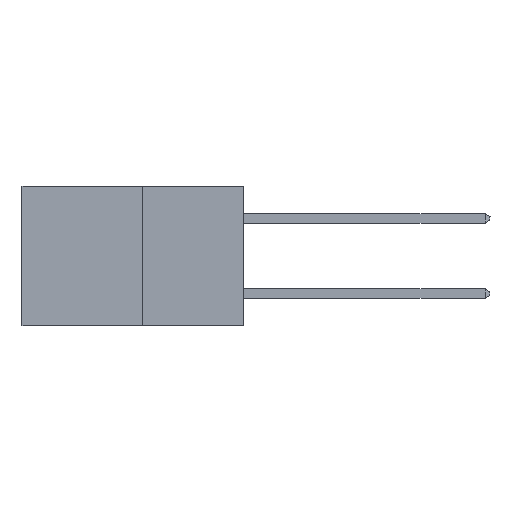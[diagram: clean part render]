
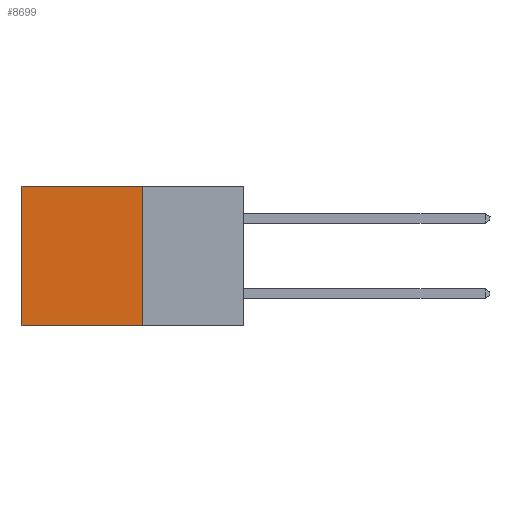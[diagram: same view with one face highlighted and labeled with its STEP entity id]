
A CAD part, left-side view. The second image highlights one B-rep face of the part: STEP entity #8699.
In plain terms, the highlighted planar face has unit normal (-1, 0, 0).
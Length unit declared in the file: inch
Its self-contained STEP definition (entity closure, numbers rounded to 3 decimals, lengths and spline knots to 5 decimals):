
#44 = FACE_OUTER_BOUND ( 'NONE', #6020, .T. ) ;
#221 = EDGE_CURVE ( 'NONE', #7182, #7110, #3516, .T. ) ;
#1332 = EDGE_CURVE ( 'NONE', #7110, #5928, #7333, .T. ) ;
#1694 = VECTOR ( 'NONE', #4003, 39.37008 ) ;
#2218 = LINE ( 'NONE', #6924, #3818 ) ;
#2381 = VERTEX_POINT ( 'NONE', #8351 ) ;
#2426 = VECTOR ( 'NONE', #7493, 39.37008 ) ;
#2544 = AXIS2_PLACEMENT_3D ( 'NONE', #7864, #5055, #6155 ) ;
#3021 = ORIENTED_EDGE ( 'NONE', *, *, #5307, .F. ) ;
#3312 = EDGE_CURVE ( 'NONE', #2381, #5928, #2218, .T. ) ;
#3360 = ORIENTED_EDGE ( 'NONE', *, *, #1332, .T. ) ;
#3422 = ORIENTED_EDGE ( 'NONE', *, *, #3312, .F. ) ;
#3516 = LINE ( 'NONE', #5561, #1694 ) ;
#3597 = VECTOR ( 'NONE', #7802, 39.37008 ) ;
#3818 = VECTOR ( 'NONE', #4715, 39.37008 ) ;
#4003 = DIRECTION ( 'NONE',  ( 0., 1., 0. ) ) ;
#4269 = ORIENTED_EDGE ( 'NONE', *, *, #221, .T. ) ;
#4715 = DIRECTION ( 'NONE',  ( 0., 1., 0. ) ) ;
#5055 = DIRECTION ( 'NONE',  ( 1., 0., 0. ) ) ;
#5147 = CARTESIAN_POINT ( 'NONE',  ( 0.277, 0.59, -0.37 ) ) ;
#5307 = EDGE_CURVE ( 'NONE', #7182, #2381, #7907, .T. ) ;
#5561 = CARTESIAN_POINT ( 'NONE',  ( 0.277, 0.27, 0. ) ) ;
#5795 = CARTESIAN_POINT ( 'NONE',  ( 0.277, 0.27, 0. ) ) ;
#5928 = VERTEX_POINT ( 'NONE', #5147 ) ;
#6020 = EDGE_LOOP ( 'NONE', ( #3360, #3422, #3021, #4269 ) ) ;
#6130 = CARTESIAN_POINT ( 'NONE',  ( 0.277, 0.59, -0.37 ) ) ;
#6155 = DIRECTION ( 'NONE',  ( 0., 0., -1. ) ) ;
#6198 = CARTESIAN_POINT ( 'NONE',  ( 0.277, 0.59, 0. ) ) ;
#6541 = PLANE ( 'NONE',  #2544 ) ;
#6924 = CARTESIAN_POINT ( 'NONE',  ( 0.277, 0.27, -0.37 ) ) ;
#7110 = VERTEX_POINT ( 'NONE', #6198 ) ;
#7182 = VERTEX_POINT ( 'NONE', #5795 ) ;
#7243 = CARTESIAN_POINT ( 'NONE',  ( 0.277, 0.27, -0.37 ) ) ;
#7333 = LINE ( 'NONE', #6130, #3597 ) ;
#7493 = DIRECTION ( 'NONE',  ( 0., 0., -1. ) ) ;
#7802 = DIRECTION ( 'NONE',  ( 0., 0., -1. ) ) ;
#7864 = CARTESIAN_POINT ( 'NONE',  ( 0.277, 0.27, -0.37 ) ) ;
#7907 = LINE ( 'NONE', #7243, #2426 ) ;
#8351 = CARTESIAN_POINT ( 'NONE',  ( 0.277, 0.27, -0.37 ) ) ;
#8699 = ADVANCED_FACE ( 'NONE', ( #44 ), #6541, .F. ) ;
